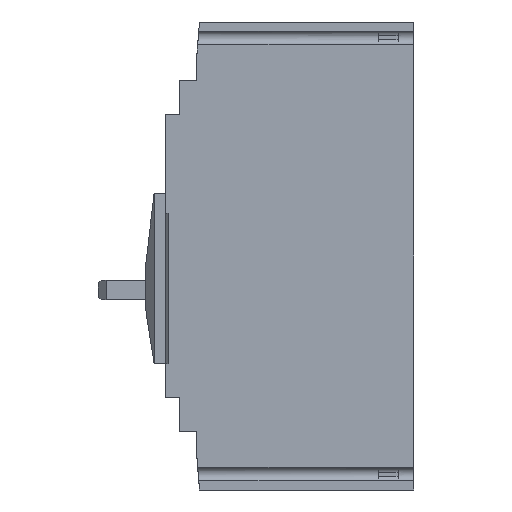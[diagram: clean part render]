
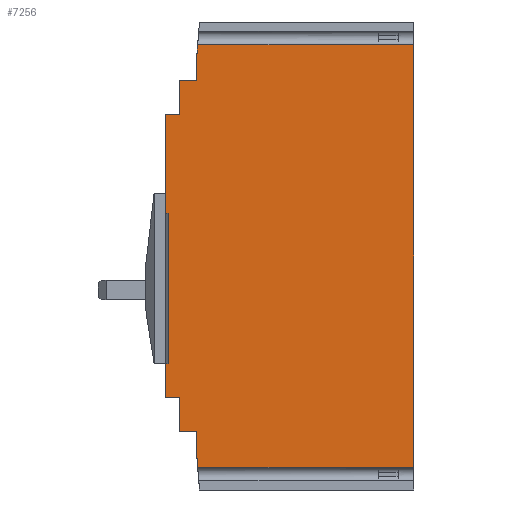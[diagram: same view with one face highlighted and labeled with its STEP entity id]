
A CAD part, left-side view. The second image highlights one B-rep face of the part: STEP entity #7256.
In plain terms, the highlighted planar face has unit normal (-1, 0, 0).
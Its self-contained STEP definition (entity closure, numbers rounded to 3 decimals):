
#7256=ADVANCED_FACE('',(#8514),#7738,.T.);
#7738=PLANE('',#27544);
#8514=FACE_OUTER_BOUND('',#9502,.T.);
#9502=EDGE_LOOP('',(#14539,#14540,#14541,#14542,#14543,#14544,#14545,#14546,
#14547,#14548,#14549,#14550,#14551,#14552,#14553,#14554,#14555,#14556));
#14539=ORIENTED_EDGE('',*,*,#22721,.T.);
#14540=ORIENTED_EDGE('',*,*,#22722,.T.);
#14541=ORIENTED_EDGE('',*,*,#22723,.T.);
#14542=ORIENTED_EDGE('',*,*,#22724,.T.);
#14543=ORIENTED_EDGE('',*,*,#22725,.T.);
#14544=ORIENTED_EDGE('',*,*,#22726,.T.);
#14545=ORIENTED_EDGE('',*,*,#22727,.T.);
#14546=ORIENTED_EDGE('',*,*,#22728,.T.);
#14547=ORIENTED_EDGE('',*,*,#22729,.T.);
#14548=ORIENTED_EDGE('',*,*,#22730,.T.);
#14549=ORIENTED_EDGE('',*,*,#22731,.T.);
#14550=ORIENTED_EDGE('',*,*,#22732,.T.);
#14551=ORIENTED_EDGE('',*,*,#22733,.T.);
#14552=ORIENTED_EDGE('',*,*,#22734,.T.);
#14553=ORIENTED_EDGE('',*,*,#22735,.T.);
#14554=ORIENTED_EDGE('',*,*,#22736,.T.);
#14555=ORIENTED_EDGE('',*,*,#22737,.T.);
#14556=ORIENTED_EDGE('',*,*,#22738,.T.);
#18447=VERTEX_POINT('',#51572);
#18448=VERTEX_POINT('',#51573);
#18449=VERTEX_POINT('',#51578);
#18450=VERTEX_POINT('',#51583);
#18451=VERTEX_POINT('',#51588);
#18452=VERTEX_POINT('',#51593);
#18453=VERTEX_POINT('',#51598);
#18454=VERTEX_POINT('',#51603);
#18455=VERTEX_POINT('',#51608);
#18456=VERTEX_POINT('',#51613);
#18457=VERTEX_POINT('',#51618);
#18458=VERTEX_POINT('',#51623);
#18459=VERTEX_POINT('',#51628);
#18460=VERTEX_POINT('',#51633);
#18461=VERTEX_POINT('',#51638);
#18462=VERTEX_POINT('',#51643);
#18463=VERTEX_POINT('',#51648);
#18464=VERTEX_POINT('',#51653);
#22721=EDGE_CURVE('',#18447,#18448,#25165,.T.);
#22722=EDGE_CURVE('',#18448,#18449,#25166,.T.);
#22723=EDGE_CURVE('',#18449,#18450,#25167,.T.);
#22724=EDGE_CURVE('',#18450,#18451,#25168,.T.);
#22725=EDGE_CURVE('',#18451,#18452,#25169,.T.);
#22726=EDGE_CURVE('',#18452,#18453,#25170,.T.);
#22727=EDGE_CURVE('',#18453,#18454,#25171,.T.);
#22728=EDGE_CURVE('',#18454,#18455,#25172,.T.);
#22729=EDGE_CURVE('',#18455,#18456,#25173,.T.);
#22730=EDGE_CURVE('',#18456,#18457,#25174,.T.);
#22731=EDGE_CURVE('',#18457,#18458,#25175,.T.);
#22732=EDGE_CURVE('',#18458,#18459,#25176,.T.);
#22733=EDGE_CURVE('',#18459,#18460,#25177,.T.);
#22734=EDGE_CURVE('',#18460,#18461,#25178,.T.);
#22735=EDGE_CURVE('',#18461,#18462,#25179,.T.);
#22736=EDGE_CURVE('',#18462,#18463,#25180,.T.);
#22737=EDGE_CURVE('',#18463,#18464,#25181,.T.);
#22738=EDGE_CURVE('',#18464,#18447,#25182,.T.);
#25165=B_SPLINE_CURVE_WITH_KNOTS('',3,(#51568,#51569,#51570,#51571),
 .UNSPECIFIED.,.F.,.F.,(4,4),(0.,1.),.UNSPECIFIED.);
#25166=B_SPLINE_CURVE_WITH_KNOTS('',3,(#51574,#51575,#51576,#51577),
 .UNSPECIFIED.,.F.,.F.,(4,4),(0.,1.),.UNSPECIFIED.);
#25167=B_SPLINE_CURVE_WITH_KNOTS('',3,(#51579,#51580,#51581,#51582),
 .UNSPECIFIED.,.F.,.F.,(4,4),(0.,1.),.UNSPECIFIED.);
#25168=B_SPLINE_CURVE_WITH_KNOTS('',3,(#51584,#51585,#51586,#51587),
 .UNSPECIFIED.,.F.,.F.,(4,4),(0.,1.),.UNSPECIFIED.);
#25169=B_SPLINE_CURVE_WITH_KNOTS('',3,(#51589,#51590,#51591,#51592),
 .UNSPECIFIED.,.F.,.F.,(4,4),(0.,1.),.UNSPECIFIED.);
#25170=B_SPLINE_CURVE_WITH_KNOTS('',3,(#51594,#51595,#51596,#51597),
 .UNSPECIFIED.,.F.,.F.,(4,4),(0.,1.),.UNSPECIFIED.);
#25171=B_SPLINE_CURVE_WITH_KNOTS('',3,(#51599,#51600,#51601,#51602),
 .UNSPECIFIED.,.F.,.F.,(4,4),(0.,1.),.UNSPECIFIED.);
#25172=B_SPLINE_CURVE_WITH_KNOTS('',3,(#51604,#51605,#51606,#51607),
 .UNSPECIFIED.,.F.,.F.,(4,4),(0.,1.),.UNSPECIFIED.);
#25173=B_SPLINE_CURVE_WITH_KNOTS('',3,(#51609,#51610,#51611,#51612),
 .UNSPECIFIED.,.F.,.F.,(4,4),(0.,1.),.UNSPECIFIED.);
#25174=B_SPLINE_CURVE_WITH_KNOTS('',3,(#51614,#51615,#51616,#51617),
 .UNSPECIFIED.,.F.,.F.,(4,4),(0.,1.),.UNSPECIFIED.);
#25175=B_SPLINE_CURVE_WITH_KNOTS('',3,(#51619,#51620,#51621,#51622),
 .UNSPECIFIED.,.F.,.F.,(4,4),(0.,1.),.UNSPECIFIED.);
#25176=B_SPLINE_CURVE_WITH_KNOTS('',3,(#51624,#51625,#51626,#51627),
 .UNSPECIFIED.,.F.,.F.,(4,4),(0.,1.),.UNSPECIFIED.);
#25177=B_SPLINE_CURVE_WITH_KNOTS('',3,(#51629,#51630,#51631,#51632),
 .UNSPECIFIED.,.F.,.F.,(4,4),(0.,1.),.UNSPECIFIED.);
#25178=B_SPLINE_CURVE_WITH_KNOTS('',3,(#51634,#51635,#51636,#51637),
 .UNSPECIFIED.,.F.,.F.,(4,4),(0.,1.),.UNSPECIFIED.);
#25179=B_SPLINE_CURVE_WITH_KNOTS('',3,(#51639,#51640,#51641,#51642),
 .UNSPECIFIED.,.F.,.F.,(4,4),(0.,1.),.UNSPECIFIED.);
#25180=B_SPLINE_CURVE_WITH_KNOTS('',3,(#51644,#51645,#51646,#51647),
 .UNSPECIFIED.,.F.,.F.,(4,4),(0.,1.),.UNSPECIFIED.);
#25181=B_SPLINE_CURVE_WITH_KNOTS('',3,(#51649,#51650,#51651,#51652),
 .UNSPECIFIED.,.F.,.F.,(4,4),(0.,1.),.UNSPECIFIED.);
#25182=B_SPLINE_CURVE_WITH_KNOTS('',3,(#51654,#51655,#51656,#51657),
 .UNSPECIFIED.,.F.,.F.,(4,4),(0.,1.),.UNSPECIFIED.);
#27544=AXIS2_PLACEMENT_3D('',#51658,#31913,#31914);
#31913=DIRECTION('',(-1.,0.,0.));
#31914=DIRECTION('',(0.,0.,-1.));
#51568=CARTESIAN_POINT('',(-52.5,0.,74.5));
#51569=CARTESIAN_POINT('',(-52.5,25.38,74.5));
#51570=CARTESIAN_POINT('',(-52.5,50.76,74.5));
#51571=CARTESIAN_POINT('',(-52.5,76.14,74.5));
#51572=CARTESIAN_POINT('',(-52.5,0.,74.5));
#51573=CARTESIAN_POINT('',(-52.5,76.14,74.5));
#51574=CARTESIAN_POINT('',(-52.5,76.14,74.5));
#51575=CARTESIAN_POINT('',(-52.5,76.26,73.));
#51576=CARTESIAN_POINT('',(-52.5,76.38,71.5));
#51577=CARTESIAN_POINT('',(-52.5,76.5,70.));
#51578=CARTESIAN_POINT('',(-52.5,76.5,70.));
#51579=CARTESIAN_POINT('',(-52.5,76.5,70.));
#51580=CARTESIAN_POINT('',(-52.5,76.5,67.333));
#51581=CARTESIAN_POINT('',(-52.5,76.5,64.667));
#51582=CARTESIAN_POINT('',(-52.5,76.5,62.));
#51583=CARTESIAN_POINT('',(-52.5,76.5,62.));
#51584=CARTESIAN_POINT('',(-52.5,76.5,62.));
#51585=CARTESIAN_POINT('',(-52.5,78.5,62.));
#51586=CARTESIAN_POINT('',(-52.5,80.5,62.));
#51587=CARTESIAN_POINT('',(-52.5,82.5,62.));
#51588=CARTESIAN_POINT('',(-52.5,82.5,62.));
#51589=CARTESIAN_POINT('',(-52.5,82.5,62.));
#51590=CARTESIAN_POINT('',(-52.5,82.5,58.));
#51591=CARTESIAN_POINT('',(-52.5,82.5,54.));
#51592=CARTESIAN_POINT('',(-52.5,82.5,50.));
#51593=CARTESIAN_POINT('',(-52.5,82.5,50.));
#51594=CARTESIAN_POINT('',(-52.5,82.5,50.));
#51595=CARTESIAN_POINT('',(-52.5,84.167,50.));
#51596=CARTESIAN_POINT('',(-52.5,85.833,50.));
#51597=CARTESIAN_POINT('',(-52.5,87.5,50.));
#51598=CARTESIAN_POINT('',(-52.5,87.5,50.));
#51599=CARTESIAN_POINT('',(-52.5,87.5,50.));
#51600=CARTESIAN_POINT('',(-52.5,87.5,38.333));
#51601=CARTESIAN_POINT('',(-52.5,87.5,26.667));
#51602=CARTESIAN_POINT('',(-52.5,87.5,15.));
#51603=CARTESIAN_POINT('',(-52.5,87.5,15.));
#51604=CARTESIAN_POINT('',(-52.5,87.5,15.));
#51605=CARTESIAN_POINT('',(-52.5,87.167,15.));
#51606=CARTESIAN_POINT('',(-52.5,86.833,15.));
#51607=CARTESIAN_POINT('',(-52.5,86.5,15.));
#51608=CARTESIAN_POINT('',(-52.5,86.5,15.));
#51609=CARTESIAN_POINT('',(-52.5,86.5,15.));
#51610=CARTESIAN_POINT('',(-52.5,86.5,-2.667));
#51611=CARTESIAN_POINT('',(-52.5,86.5,-20.333));
#51612=CARTESIAN_POINT('',(-52.5,86.5,-38.));
#51613=CARTESIAN_POINT('',(-52.5,86.5,-38.));
#51614=CARTESIAN_POINT('',(-52.5,86.5,-38.));
#51615=CARTESIAN_POINT('',(-52.5,86.833,-38.));
#51616=CARTESIAN_POINT('',(-52.5,87.167,-38.));
#51617=CARTESIAN_POINT('',(-52.5,87.5,-38.));
#51618=CARTESIAN_POINT('',(-52.5,87.5,-38.));
#51619=CARTESIAN_POINT('',(-52.5,87.5,-38.));
#51620=CARTESIAN_POINT('',(-52.5,87.5,-42.));
#51621=CARTESIAN_POINT('',(-52.5,87.5,-46.));
#51622=CARTESIAN_POINT('',(-52.5,87.5,-50.));
#51623=CARTESIAN_POINT('',(-52.5,87.5,-50.));
#51624=CARTESIAN_POINT('',(-52.5,87.5,-50.));
#51625=CARTESIAN_POINT('',(-52.5,85.833,-50.));
#51626=CARTESIAN_POINT('',(-52.5,84.167,-50.));
#51627=CARTESIAN_POINT('',(-52.5,82.5,-50.));
#51628=CARTESIAN_POINT('',(-52.5,82.5,-50.));
#51629=CARTESIAN_POINT('',(-52.5,82.5,-50.));
#51630=CARTESIAN_POINT('',(-52.5,82.5,-54.));
#51631=CARTESIAN_POINT('',(-52.5,82.5,-58.));
#51632=CARTESIAN_POINT('',(-52.5,82.5,-62.));
#51633=CARTESIAN_POINT('',(-52.5,82.5,-62.));
#51634=CARTESIAN_POINT('',(-52.5,82.5,-62.));
#51635=CARTESIAN_POINT('',(-52.5,80.5,-62.));
#51636=CARTESIAN_POINT('',(-52.5,78.5,-62.));
#51637=CARTESIAN_POINT('',(-52.5,76.5,-62.));
#51638=CARTESIAN_POINT('',(-52.5,76.5,-62.));
#51639=CARTESIAN_POINT('',(-52.5,76.5,-62.));
#51640=CARTESIAN_POINT('',(-52.5,76.5,-64.667));
#51641=CARTESIAN_POINT('',(-52.5,76.5,-67.333));
#51642=CARTESIAN_POINT('',(-52.5,76.5,-70.));
#51643=CARTESIAN_POINT('',(-52.5,76.5,-70.));
#51644=CARTESIAN_POINT('',(-52.5,76.5,-70.));
#51645=CARTESIAN_POINT('',(-52.5,76.38,-71.5));
#51646=CARTESIAN_POINT('',(-52.5,76.26,-73.));
#51647=CARTESIAN_POINT('',(-52.5,76.14,-74.5));
#51648=CARTESIAN_POINT('',(-52.5,76.14,-74.5));
#51649=CARTESIAN_POINT('',(-52.5,76.14,-74.5));
#51650=CARTESIAN_POINT('',(-52.5,50.76,-74.5));
#51651=CARTESIAN_POINT('',(-52.5,25.38,-74.5));
#51652=CARTESIAN_POINT('',(-52.5,0.,-74.5));
#51653=CARTESIAN_POINT('',(-52.5,0.,-74.5));
#51654=CARTESIAN_POINT('',(-52.5,0.,-74.5));
#51655=CARTESIAN_POINT('',(-52.5,0.,-24.833));
#51656=CARTESIAN_POINT('',(-52.5,0.,24.833));
#51657=CARTESIAN_POINT('',(-52.5,0.,74.5));
#51658=CARTESIAN_POINT('',(-52.5,0.,-82.5));
